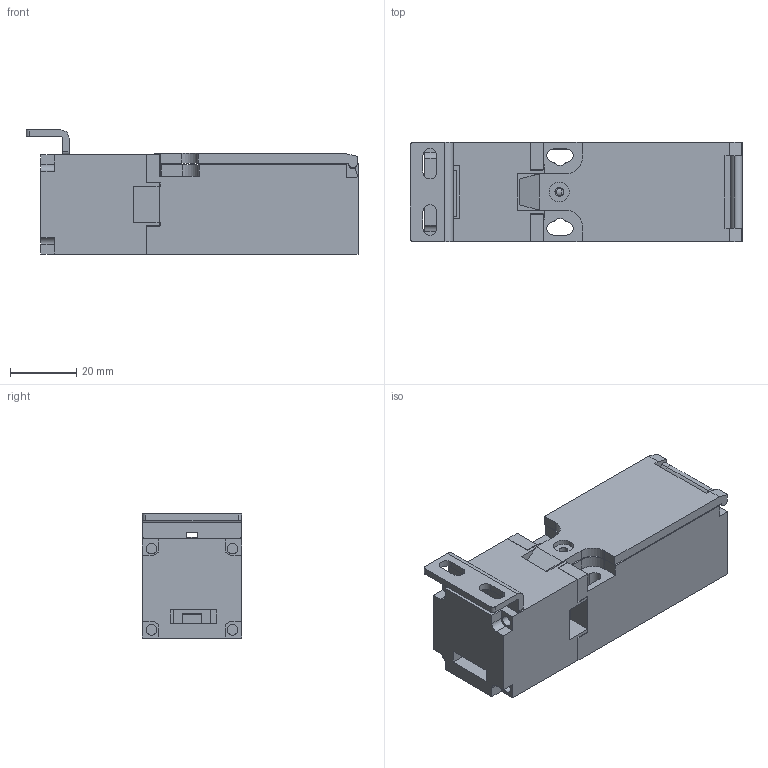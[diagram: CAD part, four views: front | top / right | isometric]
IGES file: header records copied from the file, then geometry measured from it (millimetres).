
Global section: file name: 700009.stp.ipt; native system: Autodesk Inventor 2014; preprocessor: unknown; author: zeman; date: 20151020.100120; units: millimetre
Bounding box: 100.3 x 30 x 37.5 mm (x, y, z)
Volume: 50178.3 mm3; surface area: 30380.4 mm2
Topology: 5 solids, 5 shells, 333 faces, 927 edges, 615 vertices
Faces by surface type: plane 281, revolution 31, cylinder 21
Full cylindrical faces by diameter (mm): 2.6 x2, 4 x1, 14.2 x1
